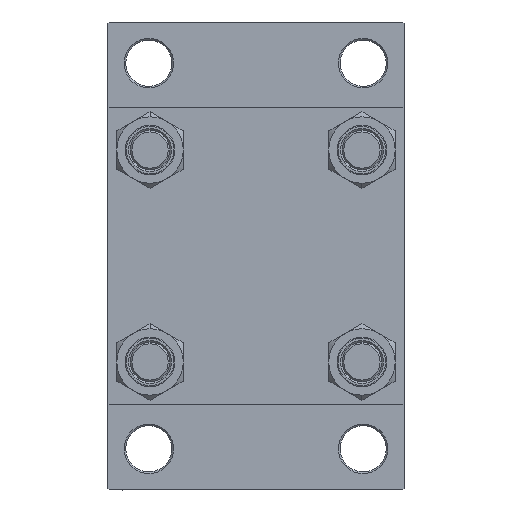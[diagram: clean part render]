
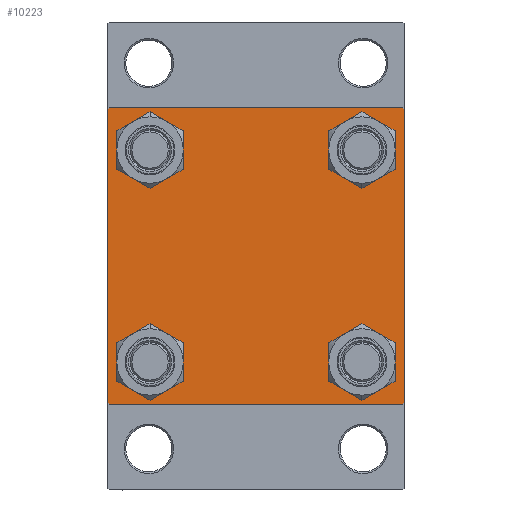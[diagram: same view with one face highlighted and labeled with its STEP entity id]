
A CAD part, left-side view. The second image highlights one B-rep face of the part: STEP entity #10223.
In plain terms, the highlighted planar face has unit normal (-1, 0, 0).
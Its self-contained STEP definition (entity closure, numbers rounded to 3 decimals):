
#735 = DIRECTION ( 'NONE',  ( 0., 0., 1. ) ) ;
#896 = DIRECTION ( 'NONE',  ( 0., 0.707, -0.707 ) ) ;
#1040 = VERTEX_POINT ( 'NONE', #13425 ) ;
#1265 = AXIS2_PLACEMENT_3D ( 'NONE', #17087, #39615, #47362 ) ;
#1739 = EDGE_CURVE ( 'NONE', #3631, #41168, #3298, .T. ) ;
#2120 = DIRECTION ( 'NONE',  ( 0., 0., -1. ) ) ;
#2292 = VERTEX_POINT ( 'NONE', #8557 ) ;
#2437 = CARTESIAN_POINT ( 'NONE',  ( 0., -32.15, 25.65 ) ) ;
#2895 = DIRECTION ( 'NONE',  ( 1., 0., 0. ) ) ;
#3249 = AXIS2_PLACEMENT_3D ( 'NONE', #17157, #2895, #36291 ) ;
#3298 = CIRCLE ( 'NONE', #27284, 6.5 ) ;
#3310 = LINE ( 'NONE', #39406, #22132 ) ;
#3401 = CIRCLE ( 'NONE', #46711, 6.5 ) ;
#3631 = VERTEX_POINT ( 'NONE', #5836 ) ;
#3648 = DIRECTION ( 'NONE',  ( 1., 0., 0. ) ) ;
#4056 = CARTESIAN_POINT ( 'NONE',  ( 0., -32.15, -38.65 ) ) ;
#4071 = DIRECTION ( 'NONE',  ( 0., 0., 1. ) ) ;
#4509 = VECTOR ( 'NONE', #41120, 1000. ) ;
#4804 = CIRCLE ( 'NONE', #3249, 6.5 ) ;
#4846 = EDGE_CURVE ( 'NONE', #28484, #25130, #3401, .T. ) ;
#5010 = VECTOR ( 'NONE', #20132, 1000. ) ;
#5288 = CARTESIAN_POINT ( 'NONE',  ( 0., -45., 44.5 ) ) ;
#5836 = CARTESIAN_POINT ( 'NONE',  ( 0., 32.15, 25.65 ) ) ;
#6074 = CARTESIAN_POINT ( 'NONE',  ( 0., -32.15, -32.15 ) ) ;
#6144 = CARTESIAN_POINT ( 'NONE',  ( 0., 45., 45. ) ) ;
#7254 = CARTESIAN_POINT ( 'NONE',  ( 0., 32.15, -25.65 ) ) ;
#7470 = CARTESIAN_POINT ( 'NONE',  ( 0., -44.5, -45. ) ) ;
#7475 = ORIENTED_EDGE ( 'NONE', *, *, #30600, .T. ) ;
#7731 = VERTEX_POINT ( 'NONE', #10109 ) ;
#8398 = DIRECTION ( 'NONE',  ( 0., -0.707, 0.707 ) ) ;
#8557 = CARTESIAN_POINT ( 'NONE',  ( 0., 32.15, -38.65 ) ) ;
#9366 = LINE ( 'NONE', #17344, #43939 ) ;
#9428 = CIRCLE ( 'NONE', #17927, 6.5 ) ;
#9798 = DIRECTION ( 'NONE',  ( 0., -1., 0. ) ) ;
#9922 = VERTEX_POINT ( 'NONE', #4056 ) ;
#10109 = CARTESIAN_POINT ( 'NONE',  ( 0., 44.5, 45. ) ) ;
#10223 = ADVANCED_FACE ( 'NONE', ( #46885, #39381, #28002, #43243, #24840 ), #43477, .T. ) ;
#11166 = ORIENTED_EDGE ( 'NONE', *, *, #15252, .F. ) ;
#11952 = DIRECTION ( 'NONE',  ( 1., 0., 0. ) ) ;
#12023 = LINE ( 'NONE', #38410, #17734 ) ;
#12254 = VERTEX_POINT ( 'NONE', #27835 ) ;
#13156 = EDGE_CURVE ( 'NONE', #13958, #29793, #3310, .T. ) ;
#13425 = CARTESIAN_POINT ( 'NONE',  ( 0., 45., -44.5 ) ) ;
#13734 = CARTESIAN_POINT ( 'NONE',  ( 0., 32.15, 32.15 ) ) ;
#13957 = EDGE_LOOP ( 'NONE', ( #16529, #18911 ) ) ;
#13958 = VERTEX_POINT ( 'NONE', #5288 ) ;
#14416 = EDGE_CURVE ( 'NONE', #19363, #2292, #32239, .T. ) ;
#14652 = VERTEX_POINT ( 'NONE', #23450 ) ;
#15101 = ORIENTED_EDGE ( 'NONE', *, *, #15985, .T. ) ;
#15252 = EDGE_CURVE ( 'NONE', #7731, #29793, #31080, .T. ) ;
#15985 = EDGE_CURVE ( 'NONE', #41168, #3631, #33028, .T. ) ;
#16529 = ORIENTED_EDGE ( 'NONE', *, *, #14416, .T. ) ;
#16613 = EDGE_LOOP ( 'NONE', ( #7475, #18854 ) ) ;
#17087 = CARTESIAN_POINT ( 'NONE',  ( 0., 0., 0. ) ) ;
#17157 = CARTESIAN_POINT ( 'NONE',  ( 0., 32.15, -32.15 ) ) ;
#17344 = CARTESIAN_POINT ( 'NONE',  ( 0., 45., 45. ) ) ;
#17385 = VERTEX_POINT ( 'NONE', #7470 ) ;
#17605 = EDGE_CURVE ( 'NONE', #26035, #1040, #9366, .T. ) ;
#17734 = VECTOR ( 'NONE', #8398, 1000. ) ;
#17851 = ORIENTED_EDGE ( 'NONE', *, *, #39557, .F. ) ;
#17927 = AXIS2_PLACEMENT_3D ( 'NONE', #37491, #37244, #4071 ) ;
#18164 = EDGE_CURVE ( 'NONE', #1040, #47904, #34096, .T. ) ;
#18198 = ORIENTED_EDGE ( 'NONE', *, *, #1739, .T. ) ;
#18563 = EDGE_CURVE ( 'NONE', #47904, #17385, #32081, .T. ) ;
#18759 = AXIS2_PLACEMENT_3D ( 'NONE', #38502, #38258, #27361 ) ;
#18854 = ORIENTED_EDGE ( 'NONE', *, *, #36778, .T. ) ;
#18911 = ORIENTED_EDGE ( 'NONE', *, *, #29608, .T. ) ;
#19363 = VERTEX_POINT ( 'NONE', #7254 ) ;
#20132 = DIRECTION ( 'NONE',  ( 0., 0., -1. ) ) ;
#20361 = CIRCLE ( 'NONE', #47422, 6.5 ) ;
#20610 = EDGE_CURVE ( 'NONE', #17385, #14652, #12023, .T. ) ;
#20649 = EDGE_CURVE ( 'NONE', #7731, #26035, #34302, .T. ) ;
#20680 = AXIS2_PLACEMENT_3D ( 'NONE', #26397, #3648, #735 ) ;
#22132 = VECTOR ( 'NONE', #35768, 1000. ) ;
#22224 = EDGE_LOOP ( 'NONE', ( #45701, #28205 ) ) ;
#23025 = ORIENTED_EDGE ( 'NONE', *, *, #18563, .T. ) ;
#23450 = CARTESIAN_POINT ( 'NONE',  ( 0., -45., -44.5 ) ) ;
#23997 = DIRECTION ( 'NONE',  ( 1., 0., 0. ) ) ;
#24805 = CARTESIAN_POINT ( 'NONE',  ( 0., 45., -45. ) ) ;
#24840 = FACE_OUTER_BOUND ( 'NONE', #30652, .T. ) ;
#25130 = VERTEX_POINT ( 'NONE', #25699 ) ;
#25486 = VECTOR ( 'NONE', #896, 1000. ) ;
#25699 = CARTESIAN_POINT ( 'NONE',  ( 0., -32.15, 38.65 ) ) ;
#26035 = VERTEX_POINT ( 'NONE', #33761 ) ;
#26397 = CARTESIAN_POINT ( 'NONE',  ( 0., 32.15, 32.15 ) ) ;
#27284 = AXIS2_PLACEMENT_3D ( 'NONE', #13734, #36010, #31426 ) ;
#27361 = DIRECTION ( 'NONE',  ( 0., 0., 1. ) ) ;
#27835 = CARTESIAN_POINT ( 'NONE',  ( 0., -32.15, -25.65 ) ) ;
#28002 = FACE_BOUND ( 'NONE', #13957, .T. ) ;
#28205 = ORIENTED_EDGE ( 'NONE', *, *, #4846, .T. ) ;
#28287 = ORIENTED_EDGE ( 'NONE', *, *, #20610, .T. ) ;
#28484 = VERTEX_POINT ( 'NONE', #2437 ) ;
#28603 = CARTESIAN_POINT ( 'NONE',  ( 0., -32.15, 32.15 ) ) ;
#29152 = AXIS2_PLACEMENT_3D ( 'NONE', #36923, #11952, #37159 ) ;
#29608 = EDGE_CURVE ( 'NONE', #2292, #19363, #4804, .T. ) ;
#29716 = EDGE_CURVE ( 'NONE', #25130, #28484, #9428, .T. ) ;
#29793 = VERTEX_POINT ( 'NONE', #41597 ) ;
#30198 = CARTESIAN_POINT ( 'NONE',  ( 0., 44.75, 44.75 ) ) ;
#30600 = EDGE_CURVE ( 'NONE', #12254, #9922, #42706, .T. ) ;
#30652 = EDGE_LOOP ( 'NONE', ( #38319, #41981, #23025, #28287, #17851, #37606, #11166, #46090 ) ) ;
#31080 = LINE ( 'NONE', #6144, #37652 ) ;
#31426 = DIRECTION ( 'NONE',  ( 0., 0., 1. ) ) ;
#31802 = DIRECTION ( 'NONE',  ( 0., -1., 0. ) ) ;
#32081 = LINE ( 'NONE', #24805, #41626 ) ;
#32239 = CIRCLE ( 'NONE', #29152, 6.5 ) ;
#33028 = CIRCLE ( 'NONE', #20680, 6.5 ) ;
#33761 = CARTESIAN_POINT ( 'NONE',  ( 0., 45., 44.5 ) ) ;
#34096 = LINE ( 'NONE', #37496, #4509 ) ;
#34302 = LINE ( 'NONE', #30198, #25486 ) ;
#35614 = DIRECTION ( 'NONE',  ( 0., 0., 1. ) ) ;
#35768 = DIRECTION ( 'NONE',  ( 0., 0.707, 0.707 ) ) ;
#36010 = DIRECTION ( 'NONE',  ( 1., 0., 0. ) ) ;
#36291 = DIRECTION ( 'NONE',  ( 0., 0., 1. ) ) ;
#36778 = EDGE_CURVE ( 'NONE', #9922, #12254, #20361, .T. ) ;
#36923 = CARTESIAN_POINT ( 'NONE',  ( 0., 32.15, -32.15 ) ) ;
#37006 = EDGE_LOOP ( 'NONE', ( #15101, #18198 ) ) ;
#37159 = DIRECTION ( 'NONE',  ( 0., 0., 1. ) ) ;
#37244 = DIRECTION ( 'NONE',  ( 1., 0., 0. ) ) ;
#37491 = CARTESIAN_POINT ( 'NONE',  ( 0., -32.15, 32.15 ) ) ;
#37496 = CARTESIAN_POINT ( 'NONE',  ( 0., 44.75, -44.75 ) ) ;
#37606 = ORIENTED_EDGE ( 'NONE', *, *, #13156, .T. ) ;
#37652 = VECTOR ( 'NONE', #31802, 1000. ) ;
#38258 = DIRECTION ( 'NONE',  ( 1., 0., 0. ) ) ;
#38289 = CARTESIAN_POINT ( 'NONE',  ( 0., -45., 45. ) ) ;
#38319 = ORIENTED_EDGE ( 'NONE', *, *, #17605, .T. ) ;
#38410 = CARTESIAN_POINT ( 'NONE',  ( 0., -44.75, -44.75 ) ) ;
#38502 = CARTESIAN_POINT ( 'NONE',  ( 0., -32.15, -32.15 ) ) ;
#38532 = LINE ( 'NONE', #38289, #5010 ) ;
#39381 = FACE_BOUND ( 'NONE', #16613, .T. ) ;
#39406 = CARTESIAN_POINT ( 'NONE',  ( 0., -44.75, 44.75 ) ) ;
#39557 = EDGE_CURVE ( 'NONE', #13958, #14652, #38532, .T. ) ;
#39615 = DIRECTION ( 'NONE',  ( -1., 0., 0. ) ) ;
#40936 = CARTESIAN_POINT ( 'NONE',  ( 0., 44.5, -45. ) ) ;
#41120 = DIRECTION ( 'NONE',  ( 0., -0.707, -0.707 ) ) ;
#41168 = VERTEX_POINT ( 'NONE', #43836 ) ;
#41597 = CARTESIAN_POINT ( 'NONE',  ( 0., -44.5, 45. ) ) ;
#41626 = VECTOR ( 'NONE', #9798, 1000. ) ;
#41981 = ORIENTED_EDGE ( 'NONE', *, *, #18164, .T. ) ;
#42706 = CIRCLE ( 'NONE', #18759, 6.5 ) ;
#43243 = FACE_BOUND ( 'NONE', #37006, .T. ) ;
#43477 = PLANE ( 'NONE',  #1265 ) ;
#43836 = CARTESIAN_POINT ( 'NONE',  ( 0., 32.15, 38.65 ) ) ;
#43939 = VECTOR ( 'NONE', #2120, 1000. ) ;
#44054 = DIRECTION ( 'NONE',  ( 0., 0., 1. ) ) ;
#45701 = ORIENTED_EDGE ( 'NONE', *, *, #29716, .T. ) ;
#46090 = ORIENTED_EDGE ( 'NONE', *, *, #20649, .T. ) ;
#46711 = AXIS2_PLACEMENT_3D ( 'NONE', #28603, #23997, #35614 ) ;
#46885 = FACE_BOUND ( 'NONE', #22224, .T. ) ;
#47220 = DIRECTION ( 'NONE',  ( 1., 0., 0. ) ) ;
#47362 = DIRECTION ( 'NONE',  ( 0., 0., 1. ) ) ;
#47422 = AXIS2_PLACEMENT_3D ( 'NONE', #6074, #47220, #44054 ) ;
#47904 = VERTEX_POINT ( 'NONE', #40936 ) ;
